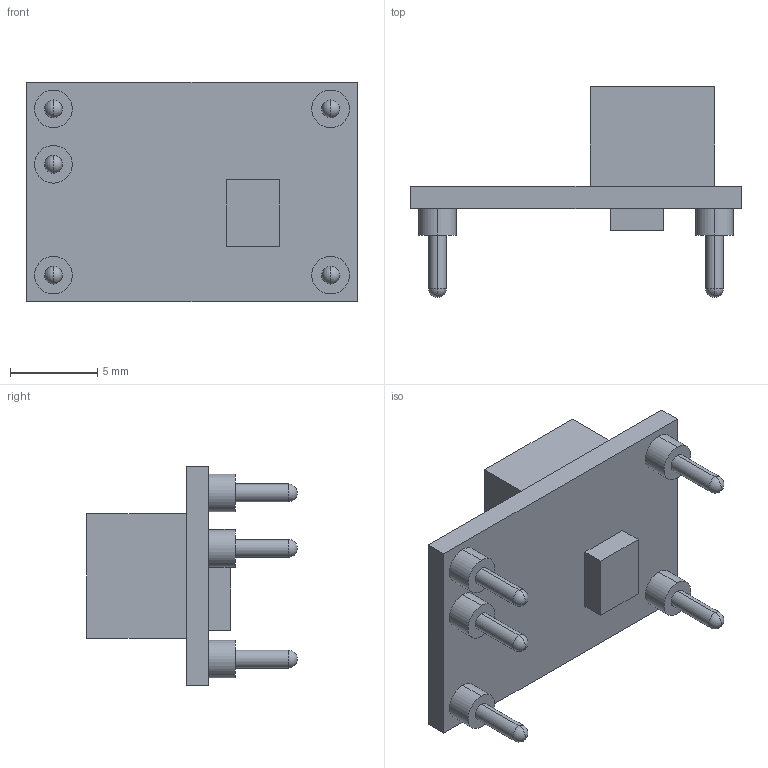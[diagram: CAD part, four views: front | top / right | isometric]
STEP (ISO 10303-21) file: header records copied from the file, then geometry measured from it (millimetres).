
FILE_DESCRIPTION (( 'STEP AP214' ), '1' );
FILE_NAME ('EUS5.STEP', '2020-08-26T19:44:09', ( '' ), ( '' ), 'SwSTEP 2.0', 'SolidWorks 2017', '' );
FILE_SCHEMA (( 'AUTOMOTIVE_DESIGN' ));
Length unit declared in the file: inch
Products named in the file (1): EUS5
Bounding box: 18.92 x 12.06 x 12.57 mm (x, y, z)
Volume: 646.2 mm3; surface area: 1124.7 mm2
Topology: 9 solids, 9 shells, 109 faces, 240 edges, 155 vertices
Faces by surface type: cylinder 50, plane 49, sphere 10
Entity records: 3539 total; most frequent: DIRECTION 550, CARTESIAN_POINT 475, ORIENTED_EDGE 440, AXIS2_PLACEMENT_3D 220, EDGE_CURVE 220, VERTEX_POINT 145, EDGE_LOOP 135, VECTOR 110
